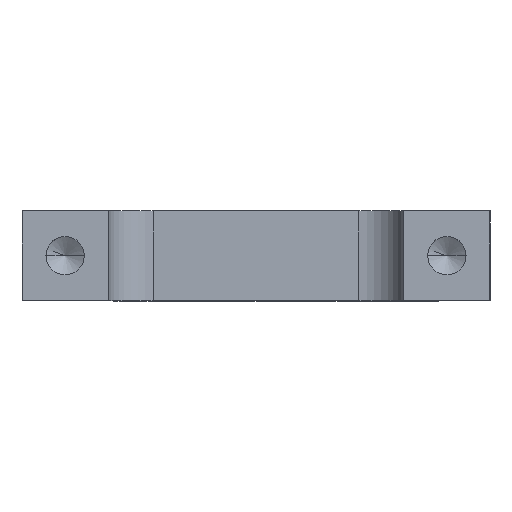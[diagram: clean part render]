
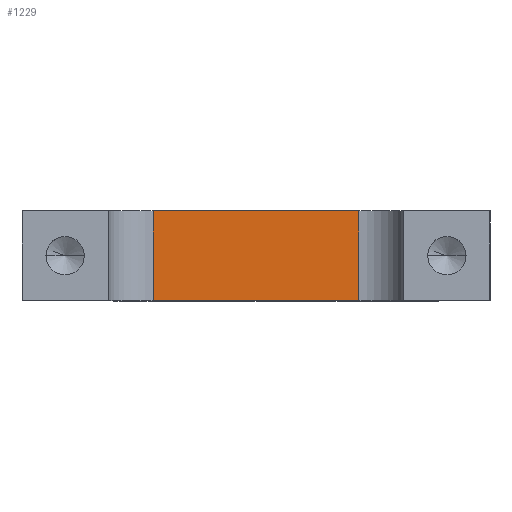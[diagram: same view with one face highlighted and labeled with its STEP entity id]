
A CAD part, top view. The second image highlights one B-rep face of the part: STEP entity #1229.
In plain terms, the highlighted planar face has unit normal (0, 0, 1).
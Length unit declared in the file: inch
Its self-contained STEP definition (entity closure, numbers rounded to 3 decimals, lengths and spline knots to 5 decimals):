
#15 = EDGE_CURVE ( 'NONE', #809, #122, #189, .T. ) ;
#61 = CARTESIAN_POINT ( 'NONE',  ( -0.4106, 0.25, 0.55 ) ) ;
#122 = VERTEX_POINT ( 'NONE', #1392 ) ;
#130 = CARTESIAN_POINT ( 'NONE',  ( 0.2856, 0., 0.55 ) ) ;
#135 = AXIS2_PLACEMENT_3D ( 'NONE', #61, #887, #203 ) ;
#170 = ORIENTED_EDGE ( 'NONE', *, *, #520, .T. ) ;
#189 = LINE ( 'NONE', #495, #1398 ) ;
#203 = DIRECTION ( 'NONE',  ( -1., 0., 0. ) ) ;
#211 = CARTESIAN_POINT ( 'NONE',  ( -0.2856, 0.25, 0.55 ) ) ;
#229 = FACE_OUTER_BOUND ( 'NONE', #651, .T. ) ;
#327 = CARTESIAN_POINT ( 'NONE',  ( -0.2856, 0., 0.55 ) ) ;
#340 = VERTEX_POINT ( 'NONE', #130 ) ;
#402 = EDGE_CURVE ( 'NONE', #340, #122, #905, .T. ) ;
#495 = CARTESIAN_POINT ( 'NONE',  ( -0.4106, 0.25, 0.55 ) ) ;
#517 = DIRECTION ( 'NONE',  ( 1., 0., 0. ) ) ;
#520 = EDGE_CURVE ( 'NONE', #809, #890, #553, .T. ) ;
#529 = VECTOR ( 'NONE', #1145, 39.37008 ) ;
#553 = LINE ( 'NONE', #1134, #529 ) ;
#622 = VECTOR ( 'NONE', #1127, 39.37008 ) ;
#651 = EDGE_LOOP ( 'NONE', ( #742, #821, #932, #170 ) ) ;
#675 = PLANE ( 'NONE',  #135 ) ;
#725 = CARTESIAN_POINT ( 'NONE',  ( -0.4106, 0., 0.55 ) ) ;
#742 = ORIENTED_EDGE ( 'NONE', *, *, #1029, .T. ) ;
#761 = DIRECTION ( 'NONE',  ( 1., 0., 0. ) ) ;
#809 = VERTEX_POINT ( 'NONE', #211 ) ;
#821 = ORIENTED_EDGE ( 'NONE', *, *, #402, .T. ) ;
#833 = CARTESIAN_POINT ( 'NONE',  ( 0.2856, 0.25, 0.55 ) ) ;
#887 = DIRECTION ( 'NONE',  ( 0., 0., -1. ) ) ;
#890 = VERTEX_POINT ( 'NONE', #327 ) ;
#905 = LINE ( 'NONE', #833, #622 ) ;
#932 = ORIENTED_EDGE ( 'NONE', *, *, #15, .F. ) ;
#1029 = EDGE_CURVE ( 'NONE', #890, #340, #1099, .T. ) ;
#1060 = VECTOR ( 'NONE', #761, 39.37008 ) ;
#1099 = LINE ( 'NONE', #725, #1060 ) ;
#1127 = DIRECTION ( 'NONE',  ( 0., 1., 0. ) ) ;
#1134 = CARTESIAN_POINT ( 'NONE',  ( -0.2856, 0., 0.55 ) ) ;
#1145 = DIRECTION ( 'NONE',  ( 0., -1., 0. ) ) ;
#1229 = ADVANCED_FACE ( 'NONE', ( #229 ), #675, .F. ) ;
#1392 = CARTESIAN_POINT ( 'NONE',  ( 0.2856, 0.25, 0.55 ) ) ;
#1398 = VECTOR ( 'NONE', #517, 39.37008 ) ;
